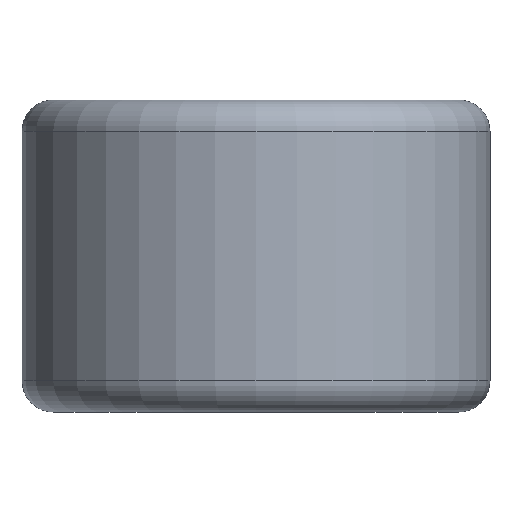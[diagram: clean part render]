
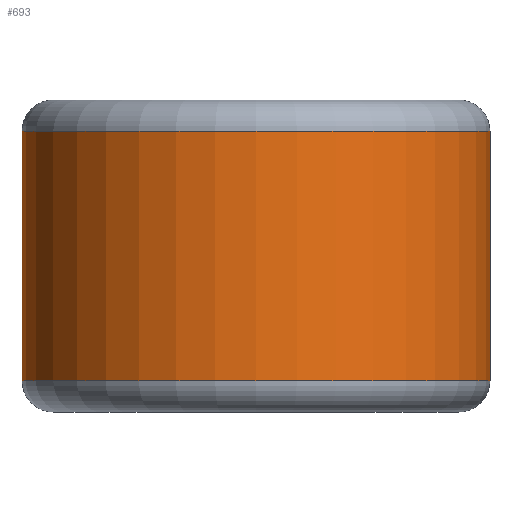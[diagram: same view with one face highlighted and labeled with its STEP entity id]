
A CAD part, left-side view. The second image highlights one B-rep face of the part: STEP entity #693.
In plain terms, the highlighted cylindrical face has radius 15 mm (diameter 30 mm), a partial arc.
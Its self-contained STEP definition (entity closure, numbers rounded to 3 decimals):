
#44 = PLANE('',#45);
#45 = AXIS2_PLACEMENT_3D('',#46,#47,#48);
#46 = CARTESIAN_POINT('',(-10.,15.,0.));
#47 = DIRECTION('',(0.,1.,0.));
#48 = DIRECTION('',(1.,0.,0.));
#101 = PLANE('',#102);
#102 = AXIS2_PLACEMENT_3D('',#103,#104,#105);
#103 = CARTESIAN_POINT('',(0.,-15.,0.));
#104 = DIRECTION('',(0.,-1.,0.));
#105 = DIRECTION('',(-1.,0.,0.));
#149 = VERTEX_POINT('',#150);
#150 = CARTESIAN_POINT('',(-10.,15.,2.));
#176 = EDGE_CURVE('',#149,#177,#179,.T.);
#177 = VERTEX_POINT('',#178);
#178 = CARTESIAN_POINT('',(-10.,15.,18.));
#179 = SURFACE_CURVE('',#180,(#184,#191),.PCURVE_S1.);
#180 = LINE('',#181,#182);
#181 = CARTESIAN_POINT('',(-10.,15.,0.));
#182 = VECTOR('',#183,1.);
#183 = DIRECTION('',(0.,0.,1.));
#184 = PCURVE('',#44,#185);
#185 = DEFINITIONAL_REPRESENTATION('',(#186),#190);
#186 = LINE('',#187,#188);
#187 = CARTESIAN_POINT('',(0.,0.));
#188 = VECTOR('',#189,1.);
#189 = DIRECTION('',(0.,-1.));
#190 = ( GEOMETRIC_REPRESENTATION_CONTEXT(2) 
PARAMETRIC_REPRESENTATION_CONTEXT() REPRESENTATION_CONTEXT('2D SPACE',''
  ) );
#191 = PCURVE('',#192,#197);
#192 = CYLINDRICAL_SURFACE('',#193,15.);
#193 = AXIS2_PLACEMENT_3D('',#194,#195,#196);
#194 = CARTESIAN_POINT('',(-10.,0.,0.));
#195 = DIRECTION('',(-0.,-0.,-1.));
#196 = DIRECTION('',(1.,0.,0.));
#197 = DEFINITIONAL_REPRESENTATION('',(#198),#202);
#198 = LINE('',#199,#200);
#199 = CARTESIAN_POINT('',(-1.571,0.));
#200 = VECTOR('',#201,1.);
#201 = DIRECTION('',(-0.,-1.));
#202 = ( GEOMETRIC_REPRESENTATION_CONTEXT(2) 
PARAMETRIC_REPRESENTATION_CONTEXT() REPRESENTATION_CONTEXT('2D SPACE',''
  ) );
#498 = EDGE_CURVE('',#499,#501,#503,.T.);
#499 = VERTEX_POINT('',#500);
#500 = CARTESIAN_POINT('',(-10.,-15.,2.));
#501 = VERTEX_POINT('',#502);
#502 = CARTESIAN_POINT('',(-10.,-15.,18.));
#503 = SURFACE_CURVE('',#504,(#508,#515),.PCURVE_S1.);
#504 = LINE('',#505,#506);
#505 = CARTESIAN_POINT('',(-10.,-15.,0.));
#506 = VECTOR('',#507,1.);
#507 = DIRECTION('',(0.,0.,1.));
#508 = PCURVE('',#101,#509);
#509 = DEFINITIONAL_REPRESENTATION('',(#510),#514);
#510 = LINE('',#511,#512);
#511 = CARTESIAN_POINT('',(10.,0.));
#512 = VECTOR('',#513,1.);
#513 = DIRECTION('',(0.,-1.));
#514 = ( GEOMETRIC_REPRESENTATION_CONTEXT(2) 
PARAMETRIC_REPRESENTATION_CONTEXT() REPRESENTATION_CONTEXT('2D SPACE',''
  ) );
#515 = PCURVE('',#192,#516);
#516 = DEFINITIONAL_REPRESENTATION('',(#517),#521);
#517 = LINE('',#518,#519);
#518 = CARTESIAN_POINT('',(-4.712,0.));
#519 = VECTOR('',#520,1.);
#520 = DIRECTION('',(-0.,-1.));
#521 = ( GEOMETRIC_REPRESENTATION_CONTEXT(2) 
PARAMETRIC_REPRESENTATION_CONTEXT() REPRESENTATION_CONTEXT('2D SPACE',''
  ) );
#682 = TOROIDAL_SURFACE('',#683,13.,2.);
#683 = AXIS2_PLACEMENT_3D('',#684,#685,#686);
#684 = CARTESIAN_POINT('',(-10.,0.,2.));
#685 = DIRECTION('',(0.,0.,-1.));
#686 = DIRECTION('',(0.,1.,0.));
#693 = ADVANCED_FACE('',(#694),#192,.T.);
#694 = FACE_BOUND('',#695,.F.);
#695 = EDGE_LOOP('',(#696,#697,#724,#725));
#696 = ORIENTED_EDGE('',*,*,#176,.T.);
#697 = ORIENTED_EDGE('',*,*,#698,.F.);
#698 = EDGE_CURVE('',#501,#177,#699,.T.);
#699 = SURFACE_CURVE('',#700,(#705,#712),.PCURVE_S1.);
#700 = CIRCLE('',#701,15.);
#701 = AXIS2_PLACEMENT_3D('',#702,#703,#704);
#702 = CARTESIAN_POINT('',(-10.,0.,18.));
#703 = DIRECTION('',(0.,0.,-1.));
#704 = DIRECTION('',(0.,-1.,-0.));
#705 = PCURVE('',#192,#706);
#706 = DEFINITIONAL_REPRESENTATION('',(#707),#711);
#707 = LINE('',#708,#709);
#708 = CARTESIAN_POINT('',(-4.712,-18.));
#709 = VECTOR('',#710,1.);
#710 = DIRECTION('',(1.,-0.));
#711 = ( GEOMETRIC_REPRESENTATION_CONTEXT(2) 
PARAMETRIC_REPRESENTATION_CONTEXT() REPRESENTATION_CONTEXT('2D SPACE',''
  ) );
#712 = PCURVE('',#713,#718);
#713 = TOROIDAL_SURFACE('',#714,13.,2.);
#714 = AXIS2_PLACEMENT_3D('',#715,#716,#717);
#715 = CARTESIAN_POINT('',(-10.,0.,18.));
#716 = DIRECTION('',(0.,0.,1.));
#717 = DIRECTION('',(0.,-1.,-0.));
#718 = DEFINITIONAL_REPRESENTATION('',(#719),#723);
#719 = LINE('',#720,#721);
#720 = CARTESIAN_POINT('',(-0.,0.));
#721 = VECTOR('',#722,1.);
#722 = DIRECTION('',(-1.,0.));
#723 = ( GEOMETRIC_REPRESENTATION_CONTEXT(2) 
PARAMETRIC_REPRESENTATION_CONTEXT() REPRESENTATION_CONTEXT('2D SPACE',''
  ) );
#724 = ORIENTED_EDGE('',*,*,#498,.F.);
#725 = ORIENTED_EDGE('',*,*,#726,.F.);
#726 = EDGE_CURVE('',#149,#499,#727,.T.);
#727 = SURFACE_CURVE('',#728,(#733,#740),.PCURVE_S1.);
#728 = CIRCLE('',#729,15.);
#729 = AXIS2_PLACEMENT_3D('',#730,#731,#732);
#730 = CARTESIAN_POINT('',(-10.,0.,2.));
#731 = DIRECTION('',(0.,-0.,1.));
#732 = DIRECTION('',(0.,1.,0.));
#733 = PCURVE('',#192,#734);
#734 = DEFINITIONAL_REPRESENTATION('',(#735),#739);
#735 = LINE('',#736,#737);
#736 = CARTESIAN_POINT('',(-1.571,-2.));
#737 = VECTOR('',#738,1.);
#738 = DIRECTION('',(-1.,0.));
#739 = ( GEOMETRIC_REPRESENTATION_CONTEXT(2) 
PARAMETRIC_REPRESENTATION_CONTEXT() REPRESENTATION_CONTEXT('2D SPACE',''
  ) );
#740 = PCURVE('',#682,#741);
#741 = DEFINITIONAL_REPRESENTATION('',(#742),#746);
#742 = LINE('',#743,#744);
#743 = CARTESIAN_POINT('',(-0.,0.));
#744 = VECTOR('',#745,1.);
#745 = DIRECTION('',(-1.,0.));
#746 = ( GEOMETRIC_REPRESENTATION_CONTEXT(2) 
PARAMETRIC_REPRESENTATION_CONTEXT() REPRESENTATION_CONTEXT('2D SPACE',''
  ) );
